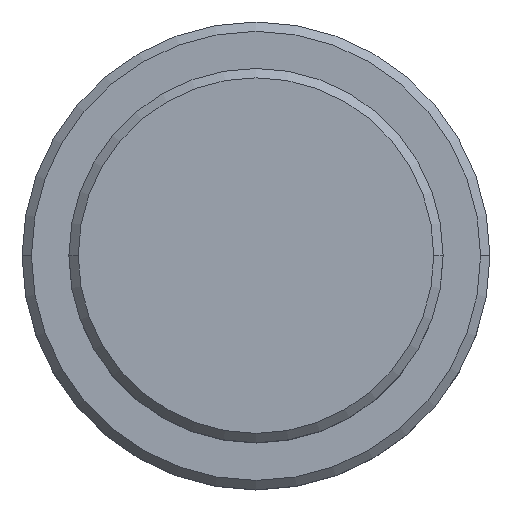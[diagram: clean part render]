
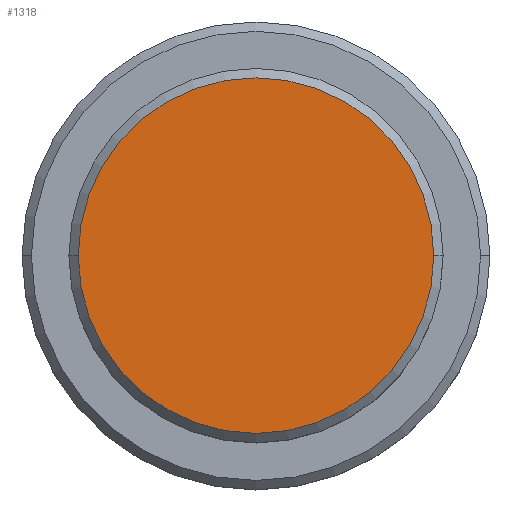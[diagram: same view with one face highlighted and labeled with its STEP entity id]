
A CAD part, top view. The second image highlights one B-rep face of the part: STEP entity #1318.
In plain terms, the highlighted planar face has unit normal (0, 0, 1).
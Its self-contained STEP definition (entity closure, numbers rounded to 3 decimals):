
#11 = ORIENTED_EDGE ( 'NONE', *, *, #69, .T. ) ;
#46 = VERTEX_POINT ( 'NONE', #800 ) ;
#52 = DIRECTION ( 'NONE',  ( 0., 0., 1. ) ) ;
#67 = CARTESIAN_POINT ( 'NONE',  ( 0., 0., 0. ) ) ;
#69 = EDGE_CURVE ( 'NONE', #46, #468, #1320, .T. ) ;
#153 = AXIS2_PLACEMENT_3D ( 'NONE', #67, #284, #625 ) ;
#246 = CIRCLE ( 'NONE', #1357, 9.5 ) ;
#284 = DIRECTION ( 'NONE',  ( 0., 0., 1. ) ) ;
#311 = EDGE_LOOP ( 'NONE', ( #1225, #11 ) ) ;
#346 = CARTESIAN_POINT ( 'NONE',  ( 0., 0., 0. ) ) ;
#467 = DIRECTION ( 'NONE',  ( 0., 0., 1. ) ) ;
#468 = VERTEX_POINT ( 'NONE', #714 ) ;
#625 = DIRECTION ( 'NONE',  ( 1., 0., 0. ) ) ;
#714 = CARTESIAN_POINT ( 'NONE',  ( -9.5, 0., 0. ) ) ;
#764 = DIRECTION ( 'NONE',  ( 1., 0., 0. ) ) ;
#800 = CARTESIAN_POINT ( 'NONE',  ( 9.5, 0., 0. ) ) ;
#816 = CARTESIAN_POINT ( 'NONE',  ( 0., 0., 0. ) ) ;
#998 = AXIS2_PLACEMENT_3D ( 'NONE', #816, #52, #1253 ) ;
#1043 = EDGE_CURVE ( 'NONE', #468, #46, #246, .T. ) ;
#1225 = ORIENTED_EDGE ( 'NONE', *, *, #1043, .T. ) ;
#1253 = DIRECTION ( 'NONE',  ( 1., 0., 0. ) ) ;
#1265 = PLANE ( 'NONE',  #153 ) ;
#1318 = ADVANCED_FACE ( 'NONE', ( #1368 ), #1265, .T. ) ;
#1320 = CIRCLE ( 'NONE', #998, 9.5 ) ;
#1357 = AXIS2_PLACEMENT_3D ( 'NONE', #346, #467, #764 ) ;
#1368 = FACE_OUTER_BOUND ( 'NONE', #311, .T. ) ;
